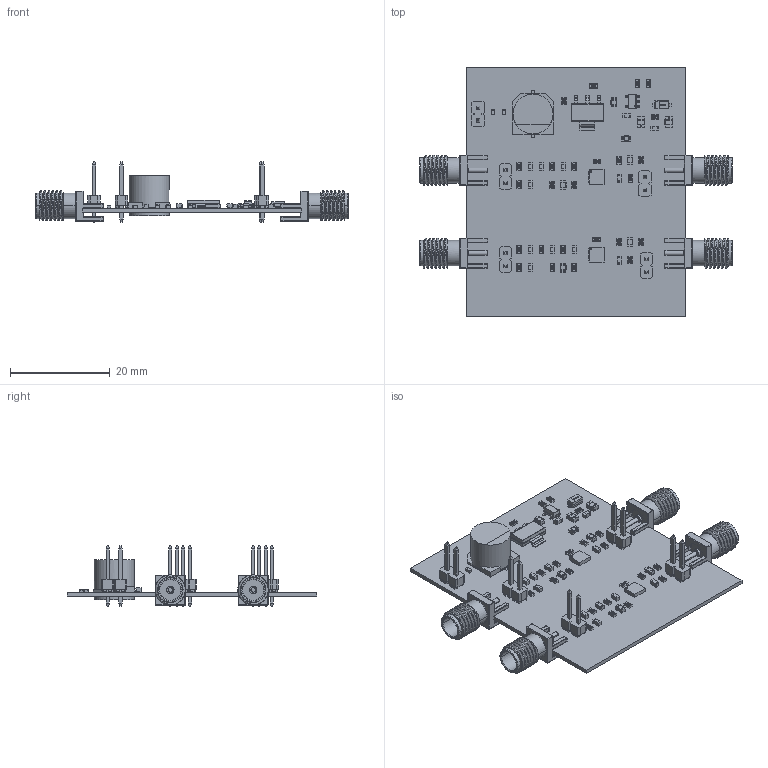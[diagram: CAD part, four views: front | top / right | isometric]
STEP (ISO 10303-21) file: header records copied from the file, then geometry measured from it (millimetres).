
FILE_DESCRIPTION(('Open CASCADE Model'),'2;1');
FILE_NAME('Open CASCADE Shape Model','2022-06-23T02:56:07',('Author'),( 'Open CASCADE'),'Open CASCADE STEP processor 6.8','Open CASCADE 6.8' ,'Unknown');
FILE_SCHEMA(('AUTOMOTIVE_DESIGN { 1 0 10303 214 1 1 1 1 }'));
Length unit declared in the file: millimetre
Products named in the file (97): PCB; Board; Open CASCADE STEP translator 6.8 2.1.1; U4; 6222078400; Body; ThermalPin; PinsArrayLR; U3; U2; 5670316912; PinsArrayL; PinsArrayR; R14; RES-0603; R13; L2; INDUC-0805; L1; D1; SOD123; U1; 6559147024; Open_CASCADE_STEP_translator_6.8_13.1.1; Lead; Tab; TVS2; SOD923F; TVS1; R12; R11; R10; R9; R8; R7; R6; R5; R4; R3; R2 ...
Assembly tree (149 placements, depth 5):
  PCB
    Board
      Open CASCADE STEP translator 6.8 2.1.1
    U4
      6222078400
        Body
        ThermalPin
        PinsArrayLR
    U3
      6222078400
        Body
        ThermalPin
        PinsArrayLR
    U2
      5670316912
        Body
        PinsArrayL
        PinsArrayR
    R14
      RES-0603
    R13
      RES-0603
    L2
      INDUC-0805
    L1
      INDUC-0805
    D1
      SOD123
    U1
      6559147024
        Body
          Open_CASCADE_STEP_translator_6.8_13.1.1
        Lead  x3
        Tab
    TVS2
      SOD923F
    TVS1
      SOD923F
    R12
      RES-0603
    R11
      RES-0603
    R10
      RES-0603
    R9
      RES-0603
    R8
      RES-0603
    R7
      RES-0603
    R6
      RES-0603
    R5
      RES-0603
    R4
      RES-0603
    R3
      RES-0603
    R2
      RES-0603
Bounding box: 62.6 x 50 x 12.12 mm (x, y, z)
Volume: 3148.3 mm3; surface area: 8089.7 mm2
Topology: 105 solids, 107 shells, 9099 faces, 22338 edges, 13463 vertices
Faces by surface type: bspline 3850, plane 3173, cylinder 1832, sphere 176, torus 68
Full cylindrical faces by diameter (mm): 0.203 x1, 0.375 x2, 7 x1, 8 x3
Entity records: 40140 total; most frequent: CARTESIAN_POINT 10965, ORIENTED_EDGE 4981, DIRECTION 4600, EDGE_CURVE 2494, LINE 1650, VECTOR 1650, VERTEX_POINT 1534, AXIS2_PLACEMENT_3D 1475
